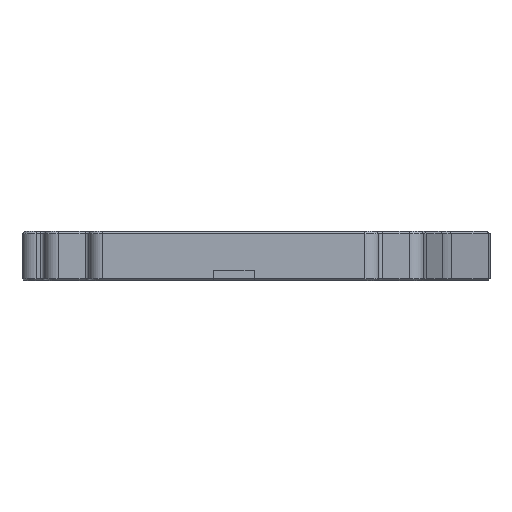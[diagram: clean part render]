
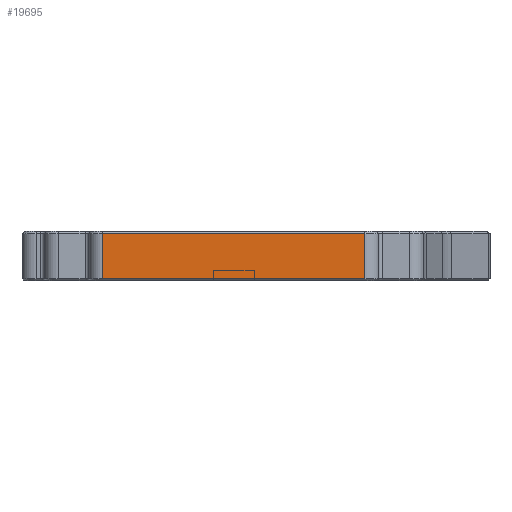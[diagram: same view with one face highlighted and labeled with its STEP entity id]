
A CAD part, left-side view. The second image highlights one B-rep face of the part: STEP entity #19695.
In plain terms, the highlighted planar face has unit normal (-1, 0, 0).
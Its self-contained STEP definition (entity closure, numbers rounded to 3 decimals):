
#1645=FACE_OUTER_BOUND('',#2857,.T.);
#2857=EDGE_LOOP('',(#18001,#18002,#18003,#18004));
#4977=LINE('',#30944,#7045);
#5077=LINE('',#31183,#7145);
#5081=LINE('',#31192,#7149);
#5659=LINE('',#32832,#7727);
#7045=VECTOR('',#25079,10.);
#7145=VECTOR('',#25303,10.);
#7149=VECTOR('',#25311,10.);
#7727=VECTOR('',#27119,1.);
#9034=VERTEX_POINT('',#30934);
#9036=VERTEX_POINT('',#30940);
#9114=VERTEX_POINT('',#31181);
#9117=VERTEX_POINT('',#31191);
#11419=EDGE_CURVE('',#9034,#9036,#4977,.T.);
#11550=EDGE_CURVE('',#9114,#9034,#5077,.T.);
#11554=EDGE_CURVE('',#9117,#9036,#5081,.T.);
#12363=EDGE_CURVE('',#9117,#9114,#5659,.T.);
#18001=ORIENTED_EDGE('',*,*,#11419,.F.);
#18002=ORIENTED_EDGE('',*,*,#11550,.F.);
#18003=ORIENTED_EDGE('',*,*,#12363,.F.);
#18004=ORIENTED_EDGE('',*,*,#11554,.T.);
#18651=PLANE('',#21517);
#19695=ADVANCED_FACE('',(#1645),#18651,.F.);
#21517=AXIS2_PLACEMENT_3D('',#32874,#27177,#27178);
#25079=DIRECTION('',(0.,-1.,0.));
#25303=DIRECTION('',(0.,0.,1.));
#25311=DIRECTION('',(0.,0.,1.));
#27119=DIRECTION('',(0.,1.,0.));
#27177=DIRECTION('center_axis',(1.,0.,0.));
#27178=DIRECTION('ref_axis',(0.,-1.,0.));
#30934=CARTESIAN_POINT('',(-40.5,66.,10.1));
#30940=CARTESIAN_POINT('',(-40.5,10.,10.1));
#30944=CARTESIAN_POINT('',(-40.5,51.549,10.1));
#31181=CARTESIAN_POINT('',(-40.5,66.,0.4));
#31183=CARTESIAN_POINT('',(-40.5,66.,7.8));
#31191=CARTESIAN_POINT('',(-40.5,10.,0.4));
#31192=CARTESIAN_POINT('',(-40.5,10.,7.8));
#32832=CARTESIAN_POINT('',(-40.5,10.,0.4));
#32874=CARTESIAN_POINT('Origin',(-40.5,66.,0.));
